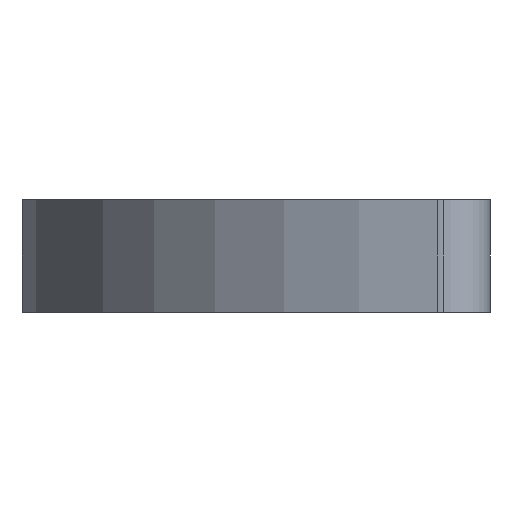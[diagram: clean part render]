
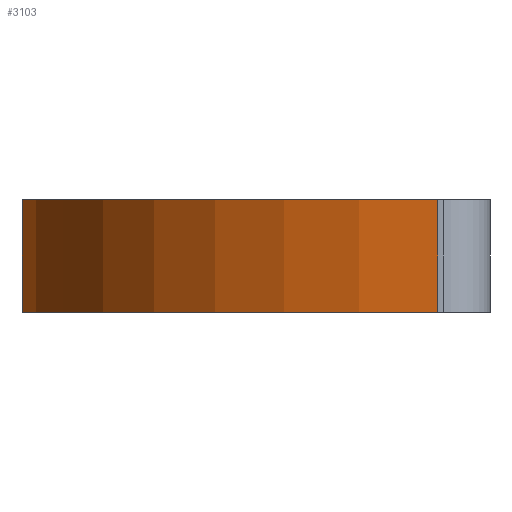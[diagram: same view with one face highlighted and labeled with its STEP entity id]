
A CAD part, left-side view. The second image highlights one B-rep face of the part: STEP entity #3103.
In plain terms, the highlighted cylindrical face has radius 100 mm (diameter 200 mm), a partial arc.
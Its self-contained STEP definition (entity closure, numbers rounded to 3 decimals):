
#142 = CARTESIAN_POINT ( 'NONE',  ( 0., 0., 24. ) ) ;
#160 = FACE_OUTER_BOUND ( 'NONE', #6630, .T. ) ;
#166 = VERTEX_POINT ( 'NONE', #252 ) ;
#197 = DIRECTION ( 'NONE',  ( 0., 0., 1. ) ) ;
#252 = CARTESIAN_POINT ( 'NONE',  ( 99.381, 11.111, 24. ) ) ;
#334 = CIRCLE ( 'NONE', #7263, 100. ) ;
#470 = CARTESIAN_POINT ( 'NONE',  ( 99.381, 11.111, 24. ) ) ;
#946 = ORIENTED_EDGE ( 'NONE', *, *, #5748, .T. ) ;
#1080 = CARTESIAN_POINT ( 'NONE',  ( 0., 0., 0. ) ) ;
#1131 = ORIENTED_EDGE ( 'NONE', *, *, #5741, .T. ) ;
#1149 = VECTOR ( 'NONE', #6314, 1000. ) ;
#1550 = EDGE_CURVE ( 'NONE', #166, #6162, #4898, .T. ) ;
#1601 = CYLINDRICAL_SURFACE ( 'NONE', #6787, 100. ) ;
#1699 = DIRECTION ( 'NONE',  ( 1., 0., 0. ) ) ;
#2036 = AXIS2_PLACEMENT_3D ( 'NONE', #3811, #197, #4418 ) ;
#2232 = VERTEX_POINT ( 'NONE', #4888 ) ;
#2730 = EDGE_CURVE ( 'NONE', #6162, #2232, #4526, .T. ) ;
#3103 = ADVANCED_FACE ( 'NONE', ( #160 ), #1601, .T. ) ;
#3811 = CARTESIAN_POINT ( 'NONE',  ( 0., 0., 24. ) ) ;
#4382 = VECTOR ( 'NONE', #4679, 1000. ) ;
#4418 = DIRECTION ( 'NONE',  ( 1., 0., 0. ) ) ;
#4423 = CARTESIAN_POINT ( 'NONE',  ( 99.381, 11.111, 0. ) ) ;
#4526 = LINE ( 'NONE', #7513, #1149 ) ;
#4679 = DIRECTION ( 'NONE',  ( 0., 0., -1. ) ) ;
#4888 = CARTESIAN_POINT ( 'NONE',  ( -99.381, 11.111, 0. ) ) ;
#4898 = CIRCLE ( 'NONE', #2036, 100. ) ;
#5282 = DIRECTION ( 'NONE',  ( 0., 0., 1. ) ) ;
#5741 = EDGE_CURVE ( 'NONE', #6383, #2232, #334, .T. ) ;
#5748 = EDGE_CURVE ( 'NONE', #166, #6383, #6728, .T. ) ;
#5902 = ORIENTED_EDGE ( 'NONE', *, *, #2730, .F. ) ;
#5984 = CARTESIAN_POINT ( 'NONE',  ( -99.381, 11.111, 24. ) ) ;
#6162 = VERTEX_POINT ( 'NONE', #5984 ) ;
#6314 = DIRECTION ( 'NONE',  ( 0., 0., -1. ) ) ;
#6383 = VERTEX_POINT ( 'NONE', #4423 ) ;
#6630 = EDGE_LOOP ( 'NONE', ( #1131, #5902, #7272, #946 ) ) ;
#6728 = LINE ( 'NONE', #470, #4382 ) ;
#6787 = AXIS2_PLACEMENT_3D ( 'NONE', #142, #7363, #6791 ) ;
#6791 = DIRECTION ( 'NONE',  ( -1., 0., 0. ) ) ;
#7263 = AXIS2_PLACEMENT_3D ( 'NONE', #1080, #5282, #1699 ) ;
#7272 = ORIENTED_EDGE ( 'NONE', *, *, #1550, .F. ) ;
#7363 = DIRECTION ( 'NONE',  ( 0., 0., -1. ) ) ;
#7513 = CARTESIAN_POINT ( 'NONE',  ( -99.381, 11.111, 24. ) ) ;
